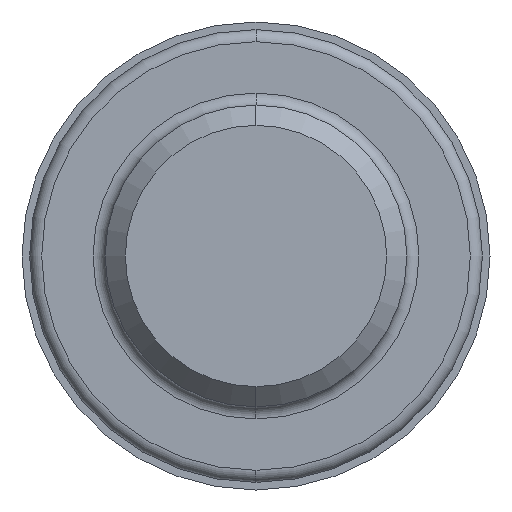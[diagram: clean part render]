
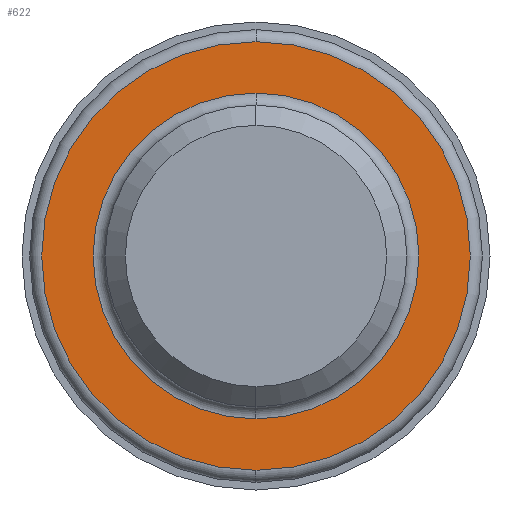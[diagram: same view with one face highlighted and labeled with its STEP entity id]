
A CAD part, left-side view. The second image highlights one B-rep face of the part: STEP entity #622.
In plain terms, the highlighted planar face has unit normal (-1, 0, 0).
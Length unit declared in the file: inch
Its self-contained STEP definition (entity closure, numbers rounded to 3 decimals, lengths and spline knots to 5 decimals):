
#22 = CARTESIAN_POINT ( 'NONE',  ( 2., 0., -0.40485 ) ) ;
#26 = CIRCLE ( 'NONE', #524, 0.40485 ) ;
#33 = EDGE_CURVE ( 'NONE', #600, #408, #26, .T. ) ;
#53 = CARTESIAN_POINT ( 'NONE',  ( 2., 0.5325, 0. ) ) ;
#122 = CARTESIAN_POINT ( 'NONE',  ( 2., 0., 0.40485 ) ) ;
#139 = DIRECTION ( 'NONE',  ( 0., 0., 1. ) ) ;
#162 = AXIS2_PLACEMENT_3D ( 'NONE', #230, #537, #167 ) ;
#167 = DIRECTION ( 'NONE',  ( 0., 0., 1. ) ) ;
#168 = EDGE_LOOP ( 'NONE', ( #636, #492 ) ) ;
#172 = CARTESIAN_POINT ( 'NONE',  ( 2., 0., -0.5325 ) ) ;
#203 = DIRECTION ( 'NONE',  ( -1., 0., 0. ) ) ;
#230 = CARTESIAN_POINT ( 'NONE',  ( 2., 0., 0. ) ) ;
#248 = AXIS2_PLACEMENT_3D ( 'NONE', #53, #742, #555 ) ;
#259 = ORIENTED_EDGE ( 'NONE', *, *, #479, .T. ) ;
#265 = VERTEX_POINT ( 'NONE', #392 ) ;
#309 = DIRECTION ( 'NONE',  ( 0., 0., 1. ) ) ;
#312 = AXIS2_PLACEMENT_3D ( 'NONE', #784, #747, #349 ) ;
#346 = FACE_OUTER_BOUND ( 'NONE', #362, .T. ) ;
#349 = DIRECTION ( 'NONE',  ( 0., 0., 1. ) ) ;
#362 = EDGE_LOOP ( 'NONE', ( #259, #710 ) ) ;
#376 = CARTESIAN_POINT ( 'NONE',  ( 2., 0., 0. ) ) ;
#392 = CARTESIAN_POINT ( 'NONE',  ( 2., 0., 0.5325 ) ) ;
#408 = VERTEX_POINT ( 'NONE', #122 ) ;
#409 = CIRCLE ( 'NONE', #312, 0.5325 ) ;
#414 = AXIS2_PLACEMENT_3D ( 'NONE', #640, #203, #139 ) ;
#479 = EDGE_CURVE ( 'NONE', #265, #518, #767, .T. ) ;
#491 = FACE_BOUND ( 'NONE', #168, .T. ) ;
#492 = ORIENTED_EDGE ( 'NONE', *, *, #33, .F. ) ;
#518 = VERTEX_POINT ( 'NONE', #172 ) ;
#524 = AXIS2_PLACEMENT_3D ( 'NONE', #376, #751, #309 ) ;
#537 = DIRECTION ( 'NONE',  ( -1., 0., 0. ) ) ;
#538 = EDGE_CURVE ( 'NONE', #518, #265, #409, .T. ) ;
#555 = DIRECTION ( 'NONE',  ( 0., 0., -1. ) ) ;
#600 = VERTEX_POINT ( 'NONE', #22 ) ;
#611 = PLANE ( 'NONE',  #248 ) ;
#622 = ADVANCED_FACE ( 'NONE', ( #491, #346 ), #611, .F. ) ;
#636 = ORIENTED_EDGE ( 'NONE', *, *, #705, .F. ) ;
#640 = CARTESIAN_POINT ( 'NONE',  ( 2., 0., 0. ) ) ;
#705 = EDGE_CURVE ( 'NONE', #408, #600, #755, .T. ) ;
#710 = ORIENTED_EDGE ( 'NONE', *, *, #538, .T. ) ;
#742 = DIRECTION ( 'NONE',  ( 1., 0., 0. ) ) ;
#747 = DIRECTION ( 'NONE',  ( -1., 0., 0. ) ) ;
#751 = DIRECTION ( 'NONE',  ( -1., 0., 0. ) ) ;
#755 = CIRCLE ( 'NONE', #414, 0.40485 ) ;
#767 = CIRCLE ( 'NONE', #162, 0.5325 ) ;
#784 = CARTESIAN_POINT ( 'NONE',  ( 2., 0., 0. ) ) ;
